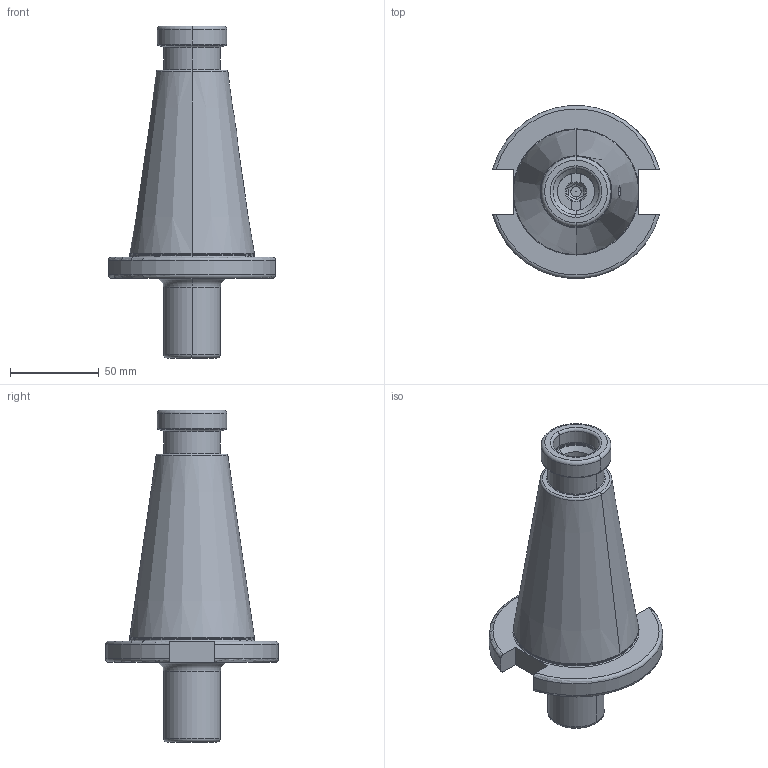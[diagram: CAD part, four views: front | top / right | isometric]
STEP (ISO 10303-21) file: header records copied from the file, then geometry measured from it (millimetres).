
FILE_DESCRIPTION((''),'2;1');
FILE_NAME('501_08_02','2020-09-09T',('103090'),(''),'CREO PARAMETRIC BY PTC INC, 2016260','CREO PARAMETRIC BY PTC INC, 2016260','');
FILE_SCHEMA(('CONFIG_CONTROL_DESIGN'));
Length unit declared in the file: millimetre
Products named in the file (1): 501_08_02
Bounding box: 94.05 x 97.13 x 186.8 mm (x, y, z)
Volume: 369411.4 mm3; surface area: 48760.5 mm2
Topology: 1 solids, 1 shells, 134 faces, 300 edges, 180 vertices
Faces by surface type: plane 42, cone 32, cylinder 30, torus 30
Entity records: 4012 total; most frequent: CARTESIAN_POINT 943, DIRECTION 686, ORIENTED_EDGE 600, EDGE_CURVE 300, AXIS2_PLACEMENT_3D 289, VERTEX_POINT 180, CIRCLE 152, EDGE_LOOP 146
